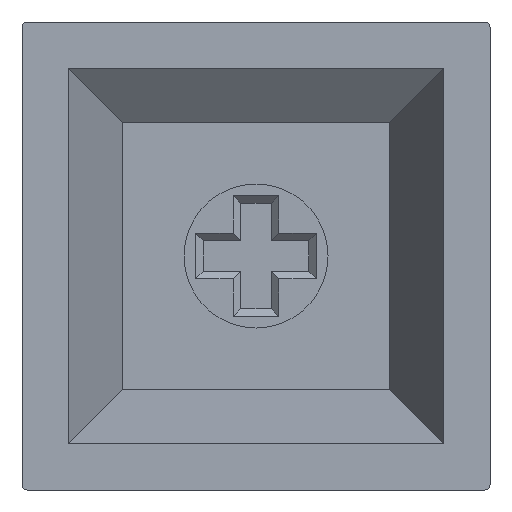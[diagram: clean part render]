
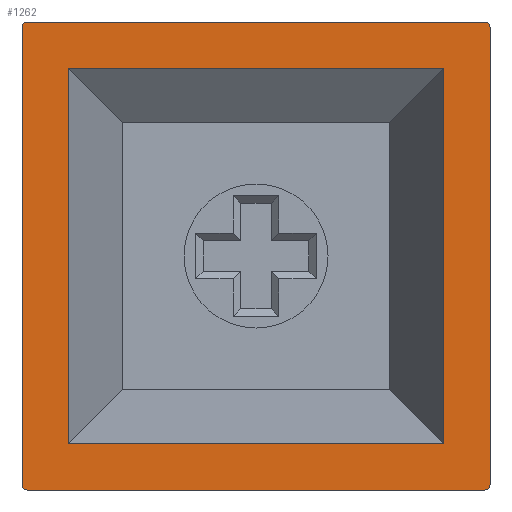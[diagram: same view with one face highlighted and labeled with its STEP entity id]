
A CAD part, front view. The second image highlights one B-rep face of the part: STEP entity #1262.
In plain terms, the highlighted planar face has unit normal (0, -1, 0).
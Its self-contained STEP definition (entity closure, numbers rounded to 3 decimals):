
#48=FACE_BOUND('',#205,.T.);
#58=CIRCLE('',#1344,0.2);
#59=CIRCLE('',#1347,0.2);
#60=CIRCLE('',#1348,0.2);
#61=CIRCLE('',#1349,0.2);
#127=FACE_OUTER_BOUND('',#204,.T.);
#204=EDGE_LOOP('',(#1098,#1099,#1100,#1101,#1102,#1103,#1104,#1105));
#205=EDGE_LOOP('',(#1106,#1107,#1108,#1109));
#340=LINE('',#2581,#488);
#343=LINE('',#2586,#491);
#345=LINE('',#2590,#493);
#347=LINE('',#2593,#495);
#350=LINE('',#2602,#498);
#352=LINE('',#2606,#500);
#353=LINE('',#2610,#501);
#354=LINE('',#2614,#502);
#488=VECTOR('',#1623,10.);
#491=VECTOR('',#1628,10.);
#493=VECTOR('',#1632,10.);
#495=VECTOR('',#1636,10.);
#498=VECTOR('',#1645,10.);
#500=VECTOR('',#1649,10.);
#501=VECTOR('',#1652,10.);
#502=VECTOR('',#1655,10.);
#606=VERTEX_POINT('',#2579);
#607=VERTEX_POINT('',#2580);
#608=VERTEX_POINT('',#2585);
#609=VERTEX_POINT('',#2589);
#610=VERTEX_POINT('',#2595);
#611=VERTEX_POINT('',#2597);
#612=VERTEX_POINT('',#2601);
#613=VERTEX_POINT('',#2605);
#614=VERTEX_POINT('',#2607);
#615=VERTEX_POINT('',#2609);
#616=VERTEX_POINT('',#2611);
#617=VERTEX_POINT('',#2613);
#766=EDGE_CURVE('',#606,#607,#340,.T.);
#769=EDGE_CURVE('',#607,#608,#343,.T.);
#771=EDGE_CURVE('',#608,#609,#345,.T.);
#773=EDGE_CURVE('',#609,#606,#347,.T.);
#775=EDGE_CURVE('',#610,#611,#58,.T.);
#777=EDGE_CURVE('',#611,#612,#350,.T.);
#779=EDGE_CURVE('',#613,#610,#352,.T.);
#780=EDGE_CURVE('',#614,#613,#59,.T.);
#781=EDGE_CURVE('',#615,#614,#353,.T.);
#782=EDGE_CURVE('',#616,#615,#60,.T.);
#783=EDGE_CURVE('',#617,#616,#354,.T.);
#784=EDGE_CURVE('',#612,#617,#61,.T.);
#1098=ORIENTED_EDGE('',*,*,#775,.F.);
#1099=ORIENTED_EDGE('',*,*,#779,.F.);
#1100=ORIENTED_EDGE('',*,*,#780,.F.);
#1101=ORIENTED_EDGE('',*,*,#781,.F.);
#1102=ORIENTED_EDGE('',*,*,#782,.F.);
#1103=ORIENTED_EDGE('',*,*,#783,.F.);
#1104=ORIENTED_EDGE('',*,*,#784,.F.);
#1105=ORIENTED_EDGE('',*,*,#777,.F.);
#1106=ORIENTED_EDGE('',*,*,#766,.T.);
#1107=ORIENTED_EDGE('',*,*,#769,.T.);
#1108=ORIENTED_EDGE('',*,*,#771,.T.);
#1109=ORIENTED_EDGE('',*,*,#773,.T.);
#1193=PLANE('',#1346);
#1262=ADVANCED_FACE('',(#127,#48),#1193,.F.);
#1344=AXIS2_PLACEMENT_3D('',#2598,#1640,#1641);
#1346=AXIS2_PLACEMENT_3D('',#2604,#1647,#1648);
#1347=AXIS2_PLACEMENT_3D('',#2608,#1650,#1651);
#1348=AXIS2_PLACEMENT_3D('',#2612,#1653,#1654);
#1349=AXIS2_PLACEMENT_3D('',#2615,#1656,#1657);
#1623=DIRECTION('',(1.,0.,0.));
#1628=DIRECTION('',(0.,0.,-1.));
#1632=DIRECTION('',(-1.,0.,0.));
#1636=DIRECTION('',(0.,0.,1.));
#1640=DIRECTION('center_axis',(0.,1.,0.));
#1641=DIRECTION('ref_axis',(0.707,0.,0.707));
#1645=DIRECTION('',(0.,0.,-1.));
#1647=DIRECTION('center_axis',(0.,1.,0.));
#1648=DIRECTION('ref_axis',(1.,0.,0.));
#1649=DIRECTION('',(1.,0.,0.));
#1650=DIRECTION('center_axis',(0.,1.,0.));
#1651=DIRECTION('ref_axis',(-0.707,0.,0.707));
#1652=DIRECTION('',(0.,0.,1.));
#1653=DIRECTION('center_axis',(0.,1.,0.));
#1654=DIRECTION('ref_axis',(-0.707,0.,-0.707));
#1655=DIRECTION('',(-1.,0.,0.));
#1656=DIRECTION('center_axis',(0.,1.,0.));
#1657=DIRECTION('ref_axis',(0.707,0.,-0.707));
#2579=CARTESIAN_POINT('',(-7.3,0.,7.3));
#2580=CARTESIAN_POINT('',(7.3,0.,7.3));
#2581=CARTESIAN_POINT('',(-3.65,0.,7.3));
#2585=CARTESIAN_POINT('',(7.3,0.,-7.3));
#2586=CARTESIAN_POINT('',(7.3,0.,3.65));
#2589=CARTESIAN_POINT('',(-7.3,0.,-7.3));
#2590=CARTESIAN_POINT('',(3.65,0.,-7.3));
#2593=CARTESIAN_POINT('',(-7.3,0.,-3.65));
#2595=CARTESIAN_POINT('',(8.9,0.,9.1));
#2597=CARTESIAN_POINT('',(9.1,0.,8.9));
#2598=CARTESIAN_POINT('Origin',(8.9,0.,8.9));
#2601=CARTESIAN_POINT('',(9.1,0.,-8.9));
#2602=CARTESIAN_POINT('',(9.1,0.,9.1));
#2604=CARTESIAN_POINT('Origin',(0.,0.,0.));
#2605=CARTESIAN_POINT('',(-8.9,0.,9.1));
#2606=CARTESIAN_POINT('',(-9.1,0.,9.1));
#2607=CARTESIAN_POINT('',(-9.1,0.,8.9));
#2608=CARTESIAN_POINT('Origin',(-8.9,0.,8.9));
#2609=CARTESIAN_POINT('',(-9.1,0.,-8.9));
#2610=CARTESIAN_POINT('',(-9.1,0.,-9.1));
#2611=CARTESIAN_POINT('',(-8.9,0.,-9.1));
#2612=CARTESIAN_POINT('Origin',(-8.9,0.,-8.9));
#2613=CARTESIAN_POINT('',(8.9,0.,-9.1));
#2614=CARTESIAN_POINT('',(9.1,0.,-9.1));
#2615=CARTESIAN_POINT('Origin',(8.9,0.,-8.9));
